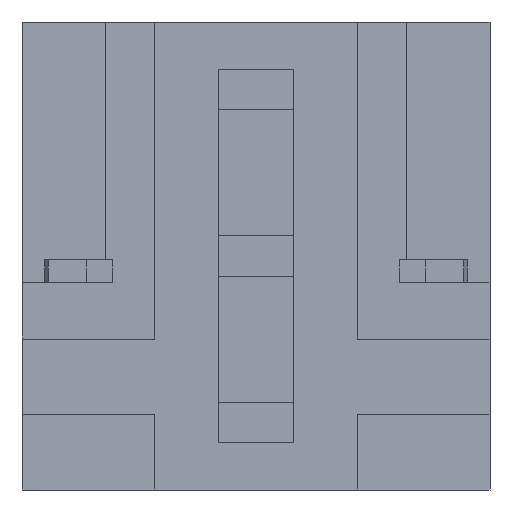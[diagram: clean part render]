
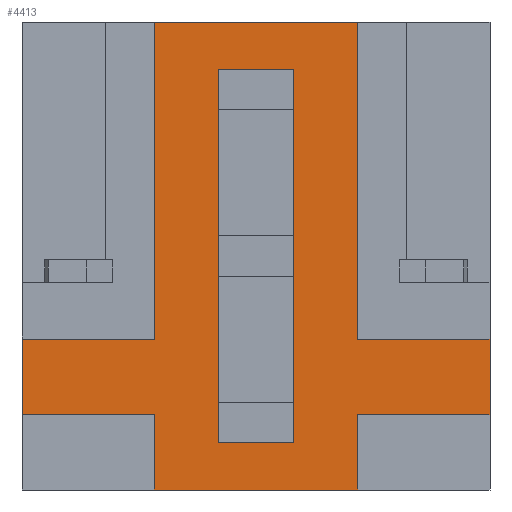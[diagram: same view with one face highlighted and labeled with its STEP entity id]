
A CAD part, front view. The second image highlights one B-rep face of the part: STEP entity #4413.
In plain terms, the highlighted face is planar.
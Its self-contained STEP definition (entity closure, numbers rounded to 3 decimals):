
#145 = CARTESIAN_POINT ( 'NONE',  ( 3.1, 1.35, -1.46 ) ) ;
#193 = DIRECTION ( 'NONE',  ( 0., -1., 0. ) ) ;
#208 = DIRECTION ( 'NONE',  ( 1., 0., 0. ) ) ;
#211 = DIRECTION ( 'NONE',  ( 0., -1., 0. ) ) ;
#247 = ORIENTED_EDGE ( 'NONE', *, *, #4500, .F. ) ;
#265 = ORIENTED_EDGE ( 'NONE', *, *, #2236, .F. ) ;
#420 = EDGE_LOOP ( 'NONE', ( #4163, #265, #247, #2337 ) ) ;
#441 = VECTOR ( 'NONE', #211, 1000. ) ;
#464 = VECTOR ( 'NONE', #2282, 1000. ) ;
#484 = CARTESIAN_POINT ( 'NONE',  ( -2.475, -0.5, -1.46 ) ) ;
#512 = CARTESIAN_POINT ( 'NONE',  ( -2.475, 0.5, -1.46 ) ) ;
#558 = DIRECTION ( 'NONE',  ( 1., 0., 0. ) ) ;
#574 = LINE ( 'NONE', #1371, #5633 ) ;
#611 = PLANE ( 'NONE',  #980 ) ;
#668 = CARTESIAN_POINT ( 'NONE',  ( -3.41, -1.35, -1.46 ) ) ;
#752 = VECTOR ( 'NONE', #2379, 1000. ) ;
#758 = CARTESIAN_POINT ( 'NONE',  ( 2.475, 0.5, -1.46 ) ) ;
#812 = DIRECTION ( 'NONE',  ( 0., 1., 0. ) ) ;
#900 = ORIENTED_EDGE ( 'NONE', *, *, #4863, .F. ) ;
#980 = AXIS2_PLACEMENT_3D ( 'NONE', #4012, #4073, #558 ) ;
#993 = ORIENTED_EDGE ( 'NONE', *, *, #4542, .F. ) ;
#999 = DIRECTION ( 'NONE',  ( 0., -1., 0. ) ) ;
#1044 = VERTEX_POINT ( 'NONE', #145 ) ;
#1082 = ORIENTED_EDGE ( 'NONE', *, *, #3712, .F. ) ;
#1151 = VERTEX_POINT ( 'NONE', #3179 ) ;
#1161 = VECTOR ( 'NONE', #1184, 1000. ) ;
#1165 = LINE ( 'NONE', #4609, #3644 ) ;
#1184 = DIRECTION ( 'NONE',  ( -1., 0., 0. ) ) ;
#1246 = ORIENTED_EDGE ( 'NONE', *, *, #1667, .F. ) ;
#1271 = CARTESIAN_POINT ( 'NONE',  ( -2.1, 3.1, -1.46 ) ) ;
#1311 = CARTESIAN_POINT ( 'NONE',  ( 2.475, -0.5, -1.46 ) ) ;
#1371 = CARTESIAN_POINT ( 'NONE',  ( -1.1, -3.188, -1.46 ) ) ;
#1384 = VERTEX_POINT ( 'NONE', #512 ) ;
#1400 = VERTEX_POINT ( 'NONE', #3509 ) ;
#1412 = LINE ( 'NONE', #3929, #4995 ) ;
#1470 = LINE ( 'NONE', #668, #4809 ) ;
#1603 = VECTOR ( 'NONE', #812, 1000. ) ;
#1667 = EDGE_CURVE ( 'NONE', #1151, #5596, #3139, .T. ) ;
#1672 = DIRECTION ( 'NONE',  ( 1., 0., 0. ) ) ;
#1709 = CARTESIAN_POINT ( 'NONE',  ( -3.1, -1.35, -1.46 ) ) ;
#1743 = CARTESIAN_POINT ( 'NONE',  ( -3.1, 1.35, -1.46 ) ) ;
#1825 = EDGE_CURVE ( 'NONE', #1044, #3870, #3370, .T. ) ;
#1856 = VECTOR ( 'NONE', #2165, 1000. ) ;
#1947 = EDGE_CURVE ( 'NONE', #4256, #4058, #4547, .T. ) ;
#2015 = LINE ( 'NONE', #2552, #441 ) ;
#2083 = VECTOR ( 'NONE', #2569, 1000. ) ;
#2088 = EDGE_CURVE ( 'NONE', #4058, #5172, #3525, .T. ) ;
#2090 = VERTEX_POINT ( 'NONE', #3341 ) ;
#2093 = CARTESIAN_POINT ( 'NONE',  ( -3.41, 3.1, -1.46 ) ) ;
#2165 = DIRECTION ( 'NONE',  ( 1., 0., 0. ) ) ;
#2234 = ORIENTED_EDGE ( 'NONE', *, *, #1947, .F. ) ;
#2236 = EDGE_CURVE ( 'NONE', #4227, #2691, #3834, .T. ) ;
#2268 = VECTOR ( 'NONE', #193, 1000. ) ;
#2282 = DIRECTION ( 'NONE',  ( 0., -1., 0. ) ) ;
#2337 = ORIENTED_EDGE ( 'NONE', *, *, #6213, .F. ) ;
#2379 = DIRECTION ( 'NONE',  ( 1., 0., 0. ) ) ;
#2475 = VECTOR ( 'NONE', #4041, 1000. ) ;
#2477 = CARTESIAN_POINT ( 'NONE',  ( -1.1, -3.41, -1.46 ) ) ;
#2492 = EDGE_LOOP ( 'NONE', ( #5438, #6305, #993, #3675, #1246, #4079, #1082, #900, #3469, #2234, #5289, #5634 ) ) ;
#2503 = VECTOR ( 'NONE', #5233, 1000. ) ;
#2552 = CARTESIAN_POINT ( 'NONE',  ( -2.1, -3.41, -1.46 ) ) ;
#2569 = DIRECTION ( 'NONE',  ( 0., 1., 0. ) ) ;
#2691 = VERTEX_POINT ( 'NONE', #1311 ) ;
#2773 = DIRECTION ( 'NONE',  ( 0., 1., 0. ) ) ;
#2916 = LINE ( 'NONE', #5461, #1603 ) ;
#2930 = VECTOR ( 'NONE', #3282, 1000. ) ;
#2953 = CARTESIAN_POINT ( 'NONE',  ( -3.41, -3.1, -1.46 ) ) ;
#3037 = CARTESIAN_POINT ( 'NONE',  ( -1.1, -3.1, -1.46 ) ) ;
#3139 = LINE ( 'NONE', #2953, #752 ) ;
#3144 = CARTESIAN_POINT ( 'NONE',  ( -2.1, 1.35, -1.46 ) ) ;
#3179 = CARTESIAN_POINT ( 'NONE',  ( -2.1, -3.1, -1.46 ) ) ;
#3278 = EDGE_CURVE ( 'NONE', #3870, #1400, #3418, .T. ) ;
#3282 = DIRECTION ( 'NONE',  ( -1., 0., 0. ) ) ;
#3341 = CARTESIAN_POINT ( 'NONE',  ( 3.1, -1.35, -1.46 ) ) ;
#3370 = LINE ( 'NONE', #4021, #3927 ) ;
#3418 = LINE ( 'NONE', #2477, #2083 ) ;
#3469 = ORIENTED_EDGE ( 'NONE', *, *, #2088, .F. ) ;
#3509 = CARTESIAN_POINT ( 'NONE',  ( -1.1, 3.1, -1.46 ) ) ;
#3525 = LINE ( 'NONE', #5768, #2503 ) ;
#3644 = VECTOR ( 'NONE', #1672, 1000. ) ;
#3656 = CARTESIAN_POINT ( 'NONE',  ( -2.1, -3.41, -1.46 ) ) ;
#3675 = ORIENTED_EDGE ( 'NONE', *, *, #6328, .F. ) ;
#3712 = EDGE_CURVE ( 'NONE', #6025, #4420, #4276, .T. ) ;
#3834 = LINE ( 'NONE', #6316, #464 ) ;
#3848 = VERTEX_POINT ( 'NONE', #6318 ) ;
#3870 = VERTEX_POINT ( 'NONE', #4878 ) ;
#3927 = VECTOR ( 'NONE', #4142, 1000. ) ;
#3929 = CARTESIAN_POINT ( 'NONE',  ( -3.1, -3.41, -1.46 ) ) ;
#4012 = CARTESIAN_POINT ( 'NONE',  ( -3.41, -3.41, -1.46 ) ) ;
#4021 = CARTESIAN_POINT ( 'NONE',  ( -3.41, 1.35, -1.46 ) ) ;
#4041 = DIRECTION ( 'NONE',  ( 0., 1., 0. ) ) ;
#4052 = EDGE_CURVE ( 'NONE', #1400, #4256, #5288, .T. ) ;
#4058 = VERTEX_POINT ( 'NONE', #3144 ) ;
#4073 = DIRECTION ( 'NONE',  ( 0., 0., 1. ) ) ;
#4079 = ORIENTED_EDGE ( 'NONE', *, *, #5042, .F. ) ;
#4142 = DIRECTION ( 'NONE',  ( -1., 0., 0. ) ) ;
#4163 = ORIENTED_EDGE ( 'NONE', *, *, #6256, .F. ) ;
#4213 = CARTESIAN_POINT ( 'NONE',  ( -3.41, -1.35, -1.46 ) ) ;
#4227 = VERTEX_POINT ( 'NONE', #758 ) ;
#4256 = VERTEX_POINT ( 'NONE', #1271 ) ;
#4276 = LINE ( 'NONE', #4213, #1856 ) ;
#4281 = CARTESIAN_POINT ( 'NONE',  ( -3.41, -0.5, -1.46 ) ) ;
#4288 = FACE_OUTER_BOUND ( 'NONE', #2492, .T. ) ;
#4413 = ADVANCED_FACE ( 'NONE', ( #6155, #4288 ), #611, .F. ) ;
#4420 = VERTEX_POINT ( 'NONE', #5489 ) ;
#4500 = EDGE_CURVE ( 'NONE', #1384, #4227, #1165, .T. ) ;
#4542 = EDGE_CURVE ( 'NONE', #3848, #2090, #1470, .T. ) ;
#4547 = LINE ( 'NONE', #3656, #2268 ) ;
#4609 = CARTESIAN_POINT ( 'NONE',  ( -3.41, 0.5, -1.46 ) ) ;
#4809 = VECTOR ( 'NONE', #208, 1000. ) ;
#4863 = EDGE_CURVE ( 'NONE', #5172, #6025, #1412, .T. ) ;
#4878 = CARTESIAN_POINT ( 'NONE',  ( -1.1, 1.35, -1.46 ) ) ;
#4981 = EDGE_CURVE ( 'NONE', #2090, #1044, #6315, .T. ) ;
#4995 = VECTOR ( 'NONE', #999, 1000. ) ;
#5042 = EDGE_CURVE ( 'NONE', #4420, #1151, #2015, .T. ) ;
#5172 = VERTEX_POINT ( 'NONE', #1743 ) ;
#5233 = DIRECTION ( 'NONE',  ( -1., 0., 0. ) ) ;
#5288 = LINE ( 'NONE', #2093, #1161 ) ;
#5289 = ORIENTED_EDGE ( 'NONE', *, *, #4052, .F. ) ;
#5438 = ORIENTED_EDGE ( 'NONE', *, *, #1825, .F. ) ;
#5461 = CARTESIAN_POINT ( 'NONE',  ( -2.475, -3.41, -1.46 ) ) ;
#5489 = CARTESIAN_POINT ( 'NONE',  ( -2.1, -1.35, -1.46 ) ) ;
#5555 = CARTESIAN_POINT ( 'NONE',  ( 3.1, -3.41, -1.46 ) ) ;
#5596 = VERTEX_POINT ( 'NONE', #3037 ) ;
#5633 = VECTOR ( 'NONE', #2773, 1000. ) ;
#5634 = ORIENTED_EDGE ( 'NONE', *, *, #3278, .F. ) ;
#5768 = CARTESIAN_POINT ( 'NONE',  ( -3.41, 1.35, -1.46 ) ) ;
#6007 = LINE ( 'NONE', #4281, #2930 ) ;
#6025 = VERTEX_POINT ( 'NONE', #1709 ) ;
#6155 = FACE_BOUND ( 'NONE', #420, .T. ) ;
#6213 = EDGE_CURVE ( 'NONE', #6363, #1384, #2916, .T. ) ;
#6256 = EDGE_CURVE ( 'NONE', #2691, #6363, #6007, .T. ) ;
#6305 = ORIENTED_EDGE ( 'NONE', *, *, #4981, .F. ) ;
#6315 = LINE ( 'NONE', #5555, #2475 ) ;
#6316 = CARTESIAN_POINT ( 'NONE',  ( 2.475, -3.41, -1.46 ) ) ;
#6318 = CARTESIAN_POINT ( 'NONE',  ( -1.1, -1.35, -1.46 ) ) ;
#6328 = EDGE_CURVE ( 'NONE', #5596, #3848, #574, .T. ) ;
#6363 = VERTEX_POINT ( 'NONE', #484 ) ;
